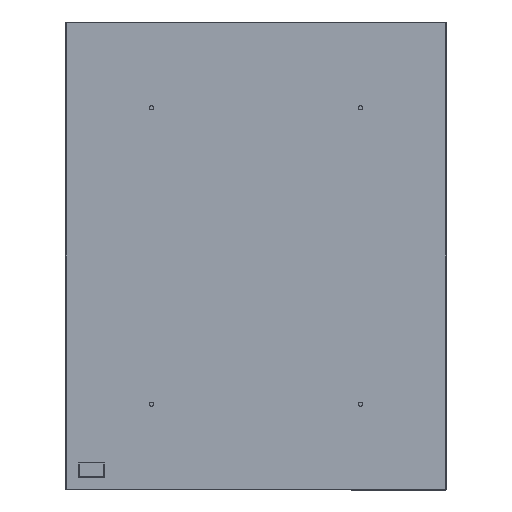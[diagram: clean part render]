
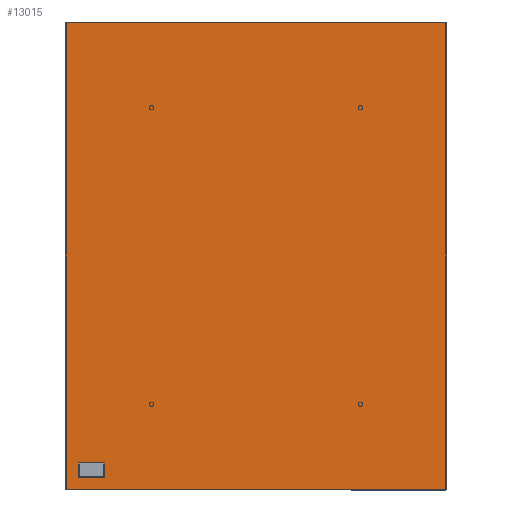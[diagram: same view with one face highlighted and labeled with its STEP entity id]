
A CAD part, left-side view. The second image highlights one B-rep face of the part: STEP entity #13015.
In plain terms, the highlighted planar face has unit normal (-1, 0, 0).
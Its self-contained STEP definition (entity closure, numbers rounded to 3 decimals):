
#12654=CARTESIAN_POINT('',(-1285.648,3255.453,1.131));
#12655=VERTEX_POINT('',#12654);
#12656=CARTESIAN_POINT('',(-1285.648,3255.453,544.869));
#12657=VERTEX_POINT('',#12656);
#12658=CARTESIAN_POINT('',(-1285.648,3255.453,1.131));
#12659=DIRECTION('',(0.0,0.0,1.0));
#12660=VECTOR('',#12659,543.737);
#12661=LINE('',#12658,#12660);
#12662=EDGE_CURVE('',#12655,#12657,#12661,.T.);
#12694=CARTESIAN_POINT('',(-1285.648,3255.122,545.2));
#12695=VERTEX_POINT('',#12694);
#12696=CARTESIAN_POINT('',(-1285.648,3255.453,544.869));
#12697=DIRECTION('',(0.0,-0.707,0.707));
#12698=VECTOR('',#12697,0.469);
#12699=LINE('',#12696,#12698);
#12700=EDGE_CURVE('',#12657,#12695,#12699,.T.);
#12725=CARTESIAN_POINT('',(-1285.648,2813.384,545.2));
#12726=VERTEX_POINT('',#12725);
#12727=CARTESIAN_POINT('',(-1285.648,3255.122,545.2));
#12728=DIRECTION('',(0.0,-1.0,0.0));
#12729=VECTOR('',#12728,441.737);
#12730=LINE('',#12727,#12729);
#12731=EDGE_CURVE('',#12695,#12726,#12730,.T.);
#12765=CARTESIAN_POINT('',(-1285.648,2813.053,544.869));
#12766=VERTEX_POINT('',#12765);
#12767=CARTESIAN_POINT('',(-1285.648,2813.384,545.2));
#12768=DIRECTION('',(0.0,-0.707,-0.707));
#12769=VECTOR('',#12768,0.469);
#12770=LINE('',#12767,#12769);
#12771=EDGE_CURVE('',#12726,#12766,#12770,.T.);
#12796=CARTESIAN_POINT('',(-1285.648,2813.053,1.131));
#12797=VERTEX_POINT('',#12796);
#12798=CARTESIAN_POINT('',(-1285.648,2813.053,544.869));
#12799=DIRECTION('',(0.0,0.0,-1.0));
#12800=VECTOR('',#12799,543.737);
#12801=LINE('',#12798,#12800);
#12802=EDGE_CURVE('',#12766,#12797,#12801,.T.);
#12827=CARTESIAN_POINT('',(-1285.648,2813.384,0.8));
#12828=VERTEX_POINT('',#12827);
#12829=CARTESIAN_POINT('',(-1285.648,2813.053,1.131));
#12830=DIRECTION('',(0.0,0.707,-0.707));
#12831=VECTOR('',#12830,0.469);
#12832=LINE('',#12829,#12831);
#12833=EDGE_CURVE('',#12797,#12828,#12832,.T.);
#12858=CARTESIAN_POINT('',(-1285.648,3255.122,0.8));
#12859=VERTEX_POINT('',#12858);
#12860=CARTESIAN_POINT('',(-1285.648,2813.384,0.8));
#12861=DIRECTION('',(0.0,1.0,0.0));
#12862=VECTOR('',#12861,441.737);
#12863=LINE('',#12860,#12862);
#12864=EDGE_CURVE('',#12828,#12859,#12863,.T.);
#12887=CARTESIAN_POINT('',(-1285.648,3255.122,0.8));
#12888=DIRECTION('',(0.0,0.707,0.707));
#12889=VECTOR('',#12888,0.469);
#12890=LINE('',#12887,#12889);
#12891=EDGE_CURVE('',#12859,#12655,#12890,.T.);
#13000=CARTESIAN_POINT('',(-1285.648,3034.253,0.799));
#13001=DIRECTION('',(-1.0,0.0,0.0));
#13002=DIRECTION('',(0.0,0.0,1.0));
#13003=AXIS2_PLACEMENT_3D('',#13000,#13001,#13002);
#13004=PLANE('',#13003);
#13005=ORIENTED_EDGE('',*,*,#12662,.F.);
#13006=ORIENTED_EDGE('',*,*,#12891,.F.);
#13007=ORIENTED_EDGE('',*,*,#12864,.F.);
#13008=ORIENTED_EDGE('',*,*,#12833,.F.);
#13009=ORIENTED_EDGE('',*,*,#12802,.F.);
#13010=ORIENTED_EDGE('',*,*,#12771,.F.);
#13011=ORIENTED_EDGE('',*,*,#12731,.F.);
#13012=ORIENTED_EDGE('',*,*,#12700,.F.);
#13013=EDGE_LOOP('',(#13005,#13006,#13007,#13008,#13009,#13010,#13011,#13012));
#13014=FACE_OUTER_BOUND('',#13013,.T.);
#13015=ADVANCED_FACE('',(#13014),#13004,.T.);
